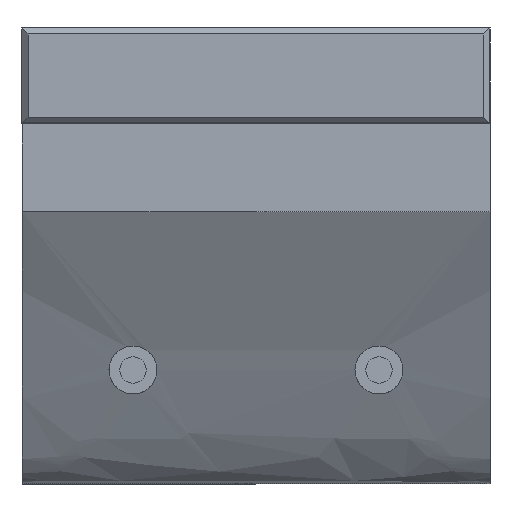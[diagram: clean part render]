
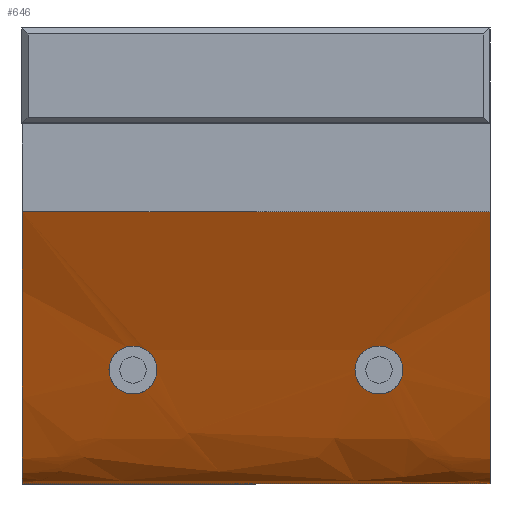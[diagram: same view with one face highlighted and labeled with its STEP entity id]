
A CAD part, left-side view. The second image highlights one B-rep face of the part: STEP entity #646.
In plain terms, the highlighted free-form (B-spline) face has degree [3, 1] with [4, 2] control points.
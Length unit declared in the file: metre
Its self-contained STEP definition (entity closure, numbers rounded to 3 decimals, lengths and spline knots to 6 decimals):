
#23=B_SPLINE_SURFACE_WITH_KNOTS('',3,1,((#976,#977),(#978,#979),(#980,#981),
(#982,#983)),.SURF_OF_LINEAR_EXTRUSION.,.F.,.F.,.F.,(4,4),(2,2),(0.321446,
1.),(0.,1.),.PIECEWISE_BEZIER_KNOTS.);
#48=B_SPLINE_CURVE_WITH_KNOTS('',3,(#932,#933,#934,#935),.UNSPECIFIED.,
 .F.,.F.,(4,4),(0.,1.),.PIECEWISE_BEZIER_KNOTS.);
#51=B_SPLINE_CURVE_WITH_KNOTS('',3,(#984,#985,#986,#987,#988,#989,#990,
#991,#992,#993,#994,#995),.UNSPECIFIED.,.T.,.F.,(1,1,1,1,1,1,1,1,1,1,1,
1,1,1,1,1),(-0.003298,-0.001649,-0.000824,
0.,0.001649,0.003298,0.004947,0.006595,
0.008244,0.009893,0.011542,0.012366,
0.013191,0.01484,0.016489,0.018138),
 .UNSPECIFIED.);
#52=B_SPLINE_CURVE_WITH_KNOTS('',3,(#997,#998,#999,#1000,#1001,#1002,#1003,
#1004,#1005,#1006,#1007,#1008),.UNSPECIFIED.,.T.,.F.,(1,1,1,1,1,1,1,1,1,
1,1,1,1,1,1,1),(-0.003298,-0.001649,-0.000824,
0.,0.001649,0.003298,0.004947,0.006595,
0.008244,0.009893,0.011542,0.012366,
0.013191,0.01484,0.016489,0.018138),
 .UNSPECIFIED.);
#53=B_SPLINE_CURVE_WITH_KNOTS('',3,(#1012,#1013,#1014,#1015),
 .UNSPECIFIED.,.F.,.F.,(4,4),(0.,1.),.PIECEWISE_BEZIER_KNOTS.);
#81=ORIENTED_EDGE('',*,*,#259,.T.);
#82=ORIENTED_EDGE('',*,*,#260,.T.);
#83=ORIENTED_EDGE('',*,*,#261,.F.);
#84=ORIENTED_EDGE('',*,*,#262,.T.);
#85=ORIENTED_EDGE('',*,*,#263,.F.);
#86=ORIENTED_EDGE('',*,*,#242,.F.);
#242=EDGE_CURVE('',#331,#332,#48,.T.);
#259=EDGE_CURVE('',#348,#348,#51,.T.);
#260=EDGE_CURVE('',#349,#349,#52,.T.);
#261=EDGE_CURVE('',#350,#331,#402,.F.);
#262=EDGE_CURVE('',#350,#351,#53,.T.);
#263=EDGE_CURVE('',#332,#351,#403,.T.);
#331=VERTEX_POINT('',#931);
#332=VERTEX_POINT('',#936);
#348=VERTEX_POINT('',#996);
#349=VERTEX_POINT('',#1009);
#350=VERTEX_POINT('',#1011);
#351=VERTEX_POINT('',#1016);
#402=LINE('',#1010,#457);
#403=LINE('',#1017,#458);
#457=VECTOR('',#781,1.);
#458=VECTOR('',#782,1.);
#503=EDGE_LOOP('',(#81));
#504=EDGE_LOOP('',(#82));
#505=EDGE_LOOP('',(#83,#84,#85,#86));
#562=FACE_BOUND('',#503,.T.);
#563=FACE_BOUND('',#504,.T.);
#564=FACE_BOUND('',#505,.T.);
#646=ADVANCED_FACE('',(#562,#563,#564),#23,.F.);
#781=DIRECTION('',(0.,1.,0.));
#782=DIRECTION('',(0.,1.,0.));
#931=CARTESIAN_POINT('',(0.01,-0.0195,-0.007307));
#932=CARTESIAN_POINT('',(0.,-0.0195,0.));
#933=CARTESIAN_POINT('',(0.012,-0.0195,0.));
#934=CARTESIAN_POINT('',(0.0185,-0.0195,-0.03));
#935=CARTESIAN_POINT('',(0.0235,-0.0195,-0.03));
#936=CARTESIAN_POINT('',(0.0235,-0.0195,-0.03));
#976=CARTESIAN_POINT('',(0.01,-0.0195,-0.007307));
#977=CARTESIAN_POINT('',(0.01,0.0195,-0.007307));
#978=CARTESIAN_POINT('',(0.016024,-0.0195,-0.016187));
#979=CARTESIAN_POINT('',(0.016024,0.0195,-0.016187));
#980=CARTESIAN_POINT('',(0.020107,-0.0195,-0.03));
#981=CARTESIAN_POINT('',(0.020107,0.0195,-0.03));
#982=CARTESIAN_POINT('',(0.0235,-0.0195,-0.03));
#983=CARTESIAN_POINT('',(0.0235,0.0195,-0.03));
#984=CARTESIAN_POINT('',(0.017928,-0.011081,-0.022381));
#985=CARTESIAN_POINT('',(0.018045,-0.009969,-0.022621));
#986=CARTESIAN_POINT('',(0.017746,-0.008625,-0.022005));
#987=CARTESIAN_POINT('',(0.017027,-0.008064,-0.0205));
#988=CARTESIAN_POINT('',(0.016315,-0.00862,-0.018999));
#989=CARTESIAN_POINT('',(0.015959,-0.010245,-0.018252));
#990=CARTESIAN_POINT('',(0.016312,-0.011877,-0.018993));
#991=CARTESIAN_POINT('',(0.017029,-0.012439,-0.020504));
#992=CARTESIAN_POINT('',(0.017624,-0.011962,-0.02175));
#993=CARTESIAN_POINT('',(0.017928,-0.011081,-0.022381));
#994=CARTESIAN_POINT('',(0.018045,-0.009969,-0.022621));
#995=CARTESIAN_POINT('',(0.017746,-0.008625,-0.022005));
#996=CARTESIAN_POINT('',(0.017986,-0.01025,-0.0225));
#997=CARTESIAN_POINT('',(0.017928,0.009419,-0.022381));
#998=CARTESIAN_POINT('',(0.018045,0.010531,-0.022621));
#999=CARTESIAN_POINT('',(0.017746,0.011875,-0.022005));
#1000=CARTESIAN_POINT('',(0.017027,0.012436,-0.0205));
#1001=CARTESIAN_POINT('',(0.016315,0.01188,-0.018999));
#1002=CARTESIAN_POINT('',(0.015959,0.010255,-0.018252));
#1003=CARTESIAN_POINT('',(0.016312,0.008623,-0.018993));
#1004=CARTESIAN_POINT('',(0.017029,0.008061,-0.020504));
#1005=CARTESIAN_POINT('',(0.017624,0.008538,-0.02175));
#1006=CARTESIAN_POINT('',(0.017928,0.009419,-0.022381));
#1007=CARTESIAN_POINT('',(0.018045,0.010531,-0.022621));
#1008=CARTESIAN_POINT('',(0.017746,0.011875,-0.022005));
#1009=CARTESIAN_POINT('',(0.017986,0.01025,-0.0225));
#1010=CARTESIAN_POINT('',(0.01,-0.0195,-0.007307));
#1011=CARTESIAN_POINT('',(0.01,0.0195,-0.007307));
#1012=CARTESIAN_POINT('',(0.,0.0195,0.));
#1013=CARTESIAN_POINT('',(0.012,0.0195,0.));
#1014=CARTESIAN_POINT('',(0.0185,0.0195,-0.03));
#1015=CARTESIAN_POINT('',(0.0235,0.0195,-0.03));
#1016=CARTESIAN_POINT('',(0.0235,0.0195,-0.03));
#1017=CARTESIAN_POINT('',(0.0235,-0.0195,-0.03));
